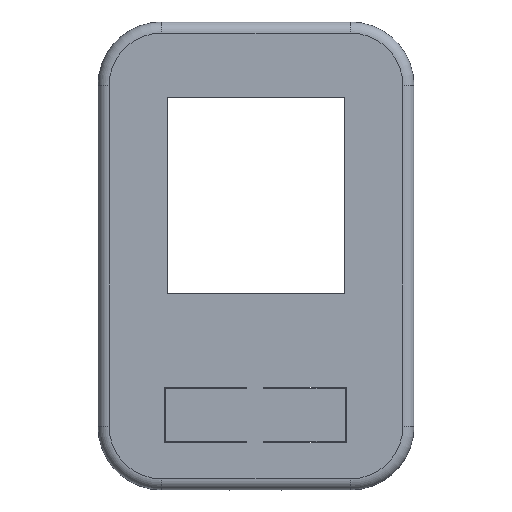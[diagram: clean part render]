
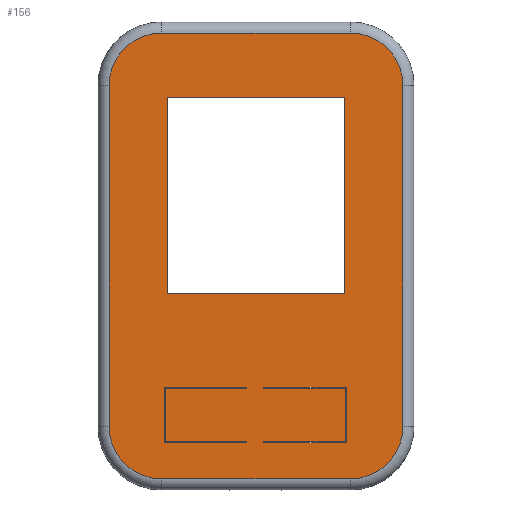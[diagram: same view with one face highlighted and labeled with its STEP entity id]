
A CAD part, top view. The second image highlights one B-rep face of the part: STEP entity #156.
In plain terms, the highlighted planar face has unit normal (0, 0, 1).
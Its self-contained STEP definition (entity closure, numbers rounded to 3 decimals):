
#24 = VERTEX_POINT('',#25);
#25 = CARTESIAN_POINT('',(-26.6,30.85,9.1));
#32 = EDGE_CURVE('',#24,#33,#35,.T.);
#33 = VERTEX_POINT('',#34);
#34 = CARTESIAN_POINT('',(-26.6,-30.85,9.1));
#35 = LINE('',#36,#37);
#36 = CARTESIAN_POINT('',(-26.6,30.85,9.1));
#37 = VECTOR('',#38,1.);
#38 = DIRECTION('',(0.,-1.,0.));
#66 = VERTEX_POINT('',#67);
#67 = CARTESIAN_POINT('',(-17.1,40.35,9.1));
#82 = EDGE_CURVE('',#66,#24,#83,.T.);
#83 = CIRCLE('',#84,9.5);
#84 = AXIS2_PLACEMENT_3D('',#85,#86,#87);
#85 = CARTESIAN_POINT('',(-17.1,30.85,9.1));
#86 = DIRECTION('',(0.,-0.,1.));
#87 = DIRECTION('',(0.,1.,0.));
#156 = ADVANCED_FACE('',(#157,#210,#276,#342),#376,.T.);
#157 = FACE_BOUND('',#158,.T.);
#158 = EDGE_LOOP('',(#159,#160,#169,#177,#186,#194,#203,#209));
#159 = ORIENTED_EDGE('',*,*,#32,.T.);
#160 = ORIENTED_EDGE('',*,*,#161,.T.);
#161 = EDGE_CURVE('',#33,#162,#164,.T.);
#162 = VERTEX_POINT('',#163);
#163 = CARTESIAN_POINT('',(-17.1,-40.35,9.1));
#164 = CIRCLE('',#165,9.5);
#165 = AXIS2_PLACEMENT_3D('',#166,#167,#168);
#166 = CARTESIAN_POINT('',(-17.1,-30.85,9.1));
#167 = DIRECTION('',(0.,0.,1.));
#168 = DIRECTION('',(-1.,0.,0.));
#169 = ORIENTED_EDGE('',*,*,#170,.T.);
#170 = EDGE_CURVE('',#162,#171,#173,.T.);
#171 = VERTEX_POINT('',#172);
#172 = CARTESIAN_POINT('',(17.1,-40.35,9.1));
#173 = LINE('',#174,#175);
#174 = CARTESIAN_POINT('',(-17.1,-40.35,9.1));
#175 = VECTOR('',#176,1.);
#176 = DIRECTION('',(1.,0.,0.));
#177 = ORIENTED_EDGE('',*,*,#178,.T.);
#178 = EDGE_CURVE('',#171,#179,#181,.T.);
#179 = VERTEX_POINT('',#180);
#180 = CARTESIAN_POINT('',(26.6,-30.85,9.1));
#181 = CIRCLE('',#182,9.5);
#182 = AXIS2_PLACEMENT_3D('',#183,#184,#185);
#183 = CARTESIAN_POINT('',(17.1,-30.85,9.1));
#184 = DIRECTION('',(0.,0.,1.));
#185 = DIRECTION('',(0.,-1.,0.));
#186 = ORIENTED_EDGE('',*,*,#187,.T.);
#187 = EDGE_CURVE('',#179,#188,#190,.T.);
#188 = VERTEX_POINT('',#189);
#189 = CARTESIAN_POINT('',(26.6,30.85,9.1));
#190 = LINE('',#191,#192);
#191 = CARTESIAN_POINT('',(26.6,-30.85,9.1));
#192 = VECTOR('',#193,1.);
#193 = DIRECTION('',(0.,1.,0.));
#194 = ORIENTED_EDGE('',*,*,#195,.T.);
#195 = EDGE_CURVE('',#188,#196,#198,.T.);
#196 = VERTEX_POINT('',#197);
#197 = CARTESIAN_POINT('',(17.1,40.35,9.1));
#198 = CIRCLE('',#199,9.5);
#199 = AXIS2_PLACEMENT_3D('',#200,#201,#202);
#200 = CARTESIAN_POINT('',(17.1,30.85,9.1));
#201 = DIRECTION('',(0.,0.,1.));
#202 = DIRECTION('',(1.,0.,0.));
#203 = ORIENTED_EDGE('',*,*,#204,.T.);
#204 = EDGE_CURVE('',#196,#66,#205,.T.);
#205 = LINE('',#206,#207);
#206 = CARTESIAN_POINT('',(17.1,40.35,9.1));
#207 = VECTOR('',#208,1.);
#208 = DIRECTION('',(-1.,0.,0.));
#209 = ORIENTED_EDGE('',*,*,#82,.T.);
#210 = FACE_BOUND('',#211,.T.);
#211 = EDGE_LOOP('',(#212,#222,#230,#238,#246,#254,#262,#270));
#212 = ORIENTED_EDGE('',*,*,#213,.T.);
#213 = EDGE_CURVE('',#214,#216,#218,.T.);
#214 = VERTEX_POINT('',#215);
#215 = CARTESIAN_POINT('',(-16.64,-33.79,9.1));
#216 = VERTEX_POINT('',#217);
#217 = CARTESIAN_POINT('',(-16.64,-23.79,9.1));
#218 = LINE('',#219,#220);
#219 = CARTESIAN_POINT('',(-16.64,-11.895,9.1));
#220 = VECTOR('',#221,1.);
#221 = DIRECTION('',(0.,1.,0.));
#222 = ORIENTED_EDGE('',*,*,#223,.T.);
#223 = EDGE_CURVE('',#216,#224,#226,.T.);
#224 = VERTEX_POINT('',#225);
#225 = CARTESIAN_POINT('',(-1.64,-23.79,9.1));
#226 = LINE('',#227,#228);
#227 = CARTESIAN_POINT('',(-0.82,-23.79,9.1));
#228 = VECTOR('',#229,1.);
#229 = DIRECTION('',(1.,0.,0.));
#230 = ORIENTED_EDGE('',*,*,#231,.F.);
#231 = EDGE_CURVE('',#232,#224,#234,.T.);
#232 = VERTEX_POINT('',#233);
#233 = CARTESIAN_POINT('',(-1.64,-23.99,9.1));
#234 = LINE('',#235,#236);
#235 = CARTESIAN_POINT('',(-1.64,-11.895,9.1));
#236 = VECTOR('',#237,1.);
#237 = DIRECTION('',(0.,1.,0.));
#238 = ORIENTED_EDGE('',*,*,#239,.F.);
#239 = EDGE_CURVE('',#240,#232,#242,.T.);
#240 = VERTEX_POINT('',#241);
#241 = CARTESIAN_POINT('',(-16.44,-23.99,9.1));
#242 = LINE('',#243,#244);
#243 = CARTESIAN_POINT('',(-0.82,-23.99,9.1));
#244 = VECTOR('',#245,1.);
#245 = DIRECTION('',(1.,0.,0.));
#246 = ORIENTED_EDGE('',*,*,#247,.F.);
#247 = EDGE_CURVE('',#248,#240,#250,.T.);
#248 = VERTEX_POINT('',#249);
#249 = CARTESIAN_POINT('',(-16.44,-33.59,9.1));
#250 = LINE('',#251,#252);
#251 = CARTESIAN_POINT('',(-16.44,-11.995,9.1));
#252 = VECTOR('',#253,1.);
#253 = DIRECTION('',(0.,1.,0.));
#254 = ORIENTED_EDGE('',*,*,#255,.F.);
#255 = EDGE_CURVE('',#256,#248,#258,.T.);
#256 = VERTEX_POINT('',#257);
#257 = CARTESIAN_POINT('',(-1.64,-33.59,9.1));
#258 = LINE('',#259,#260);
#259 = CARTESIAN_POINT('',(-8.22,-33.59,9.1));
#260 = VECTOR('',#261,1.);
#261 = DIRECTION('',(-1.,0.,0.));
#262 = ORIENTED_EDGE('',*,*,#263,.F.);
#263 = EDGE_CURVE('',#264,#256,#266,.T.);
#264 = VERTEX_POINT('',#265);
#265 = CARTESIAN_POINT('',(-1.64,-33.79,9.1));
#266 = LINE('',#267,#268);
#267 = CARTESIAN_POINT('',(-1.64,-16.795,9.1));
#268 = VECTOR('',#269,1.);
#269 = DIRECTION('',(0.,1.,0.));
#270 = ORIENTED_EDGE('',*,*,#271,.T.);
#271 = EDGE_CURVE('',#264,#214,#272,.T.);
#272 = LINE('',#273,#274);
#273 = CARTESIAN_POINT('',(-8.32,-33.79,9.1));
#274 = VECTOR('',#275,1.);
#275 = DIRECTION('',(-1.,0.,0.));
#276 = FACE_BOUND('',#277,.T.);
#277 = EDGE_LOOP('',(#278,#288,#296,#304,#312,#320,#328,#336));
#278 = ORIENTED_EDGE('',*,*,#279,.T.);
#279 = EDGE_CURVE('',#280,#282,#284,.T.);
#280 = VERTEX_POINT('',#281);
#281 = CARTESIAN_POINT('',(16.36,-23.79,9.1));
#282 = VERTEX_POINT('',#283);
#283 = CARTESIAN_POINT('',(16.36,-33.79,9.1));
#284 = LINE('',#285,#286);
#285 = CARTESIAN_POINT('',(16.36,-16.895,9.1));
#286 = VECTOR('',#287,1.);
#287 = DIRECTION('',(0.,-1.,0.));
#288 = ORIENTED_EDGE('',*,*,#289,.T.);
#289 = EDGE_CURVE('',#282,#290,#292,.T.);
#290 = VERTEX_POINT('',#291);
#291 = CARTESIAN_POINT('',(1.36,-33.79,9.1));
#292 = LINE('',#293,#294);
#293 = CARTESIAN_POINT('',(0.68,-33.79,9.1));
#294 = VECTOR('',#295,1.);
#295 = DIRECTION('',(-1.,0.,0.));
#296 = ORIENTED_EDGE('',*,*,#297,.F.);
#297 = EDGE_CURVE('',#298,#290,#300,.T.);
#298 = VERTEX_POINT('',#299);
#299 = CARTESIAN_POINT('',(1.36,-33.59,9.1));
#300 = LINE('',#301,#302);
#301 = CARTESIAN_POINT('',(1.36,-16.895,9.1));
#302 = VECTOR('',#303,1.);
#303 = DIRECTION('',(0.,-1.,0.));
#304 = ORIENTED_EDGE('',*,*,#305,.F.);
#305 = EDGE_CURVE('',#306,#298,#308,.T.);
#306 = VERTEX_POINT('',#307);
#307 = CARTESIAN_POINT('',(16.16,-33.59,9.1));
#308 = LINE('',#309,#310);
#309 = CARTESIAN_POINT('',(0.68,-33.59,9.1));
#310 = VECTOR('',#311,1.);
#311 = DIRECTION('',(-1.,0.,0.));
#312 = ORIENTED_EDGE('',*,*,#313,.F.);
#313 = EDGE_CURVE('',#314,#306,#316,.T.);
#314 = VERTEX_POINT('',#315);
#315 = CARTESIAN_POINT('',(16.16,-23.99,9.1));
#316 = LINE('',#317,#318);
#317 = CARTESIAN_POINT('',(16.16,-16.795,9.1));
#318 = VECTOR('',#319,1.);
#319 = DIRECTION('',(0.,-1.,0.));
#320 = ORIENTED_EDGE('',*,*,#321,.F.);
#321 = EDGE_CURVE('',#322,#314,#324,.T.);
#322 = VERTEX_POINT('',#323);
#323 = CARTESIAN_POINT('',(1.36,-23.99,9.1));
#324 = LINE('',#325,#326);
#325 = CARTESIAN_POINT('',(8.08,-23.99,9.1));
#326 = VECTOR('',#327,1.);
#327 = DIRECTION('',(1.,0.,0.));
#328 = ORIENTED_EDGE('',*,*,#329,.F.);
#329 = EDGE_CURVE('',#330,#322,#332,.T.);
#330 = VERTEX_POINT('',#331);
#331 = CARTESIAN_POINT('',(1.36,-23.79,9.1));
#332 = LINE('',#333,#334);
#333 = CARTESIAN_POINT('',(1.36,-11.995,9.1));
#334 = VECTOR('',#335,1.);
#335 = DIRECTION('',(0.,-1.,0.));
#336 = ORIENTED_EDGE('',*,*,#337,.T.);
#337 = EDGE_CURVE('',#330,#280,#338,.T.);
#338 = LINE('',#339,#340);
#339 = CARTESIAN_POINT('',(8.18,-23.79,9.1));
#340 = VECTOR('',#341,1.);
#341 = DIRECTION('',(1.,0.,0.));
#342 = FACE_BOUND('',#343,.T.);
#343 = EDGE_LOOP('',(#344,#354,#362,#370));
#344 = ORIENTED_EDGE('',*,*,#345,.F.);
#345 = EDGE_CURVE('',#346,#348,#350,.T.);
#346 = VERTEX_POINT('',#347);
#347 = CARTESIAN_POINT('',(-16.1,28.6,9.1));
#348 = VERTEX_POINT('',#349);
#349 = CARTESIAN_POINT('',(-16.1,-6.8,9.1));
#350 = LINE('',#351,#352);
#351 = CARTESIAN_POINT('',(-16.1,28.6,9.1));
#352 = VECTOR('',#353,1.);
#353 = DIRECTION('',(0.,-1.,0.));
#354 = ORIENTED_EDGE('',*,*,#355,.F.);
#355 = EDGE_CURVE('',#356,#346,#358,.T.);
#356 = VERTEX_POINT('',#357);
#357 = CARTESIAN_POINT('',(16.1,28.6,9.1));
#358 = LINE('',#359,#360);
#359 = CARTESIAN_POINT('',(16.1,28.6,9.1));
#360 = VECTOR('',#361,1.);
#361 = DIRECTION('',(-1.,0.,0.));
#362 = ORIENTED_EDGE('',*,*,#363,.F.);
#363 = EDGE_CURVE('',#364,#356,#366,.T.);
#364 = VERTEX_POINT('',#365);
#365 = CARTESIAN_POINT('',(16.1,-6.8,9.1));
#366 = LINE('',#367,#368);
#367 = CARTESIAN_POINT('',(16.1,-6.8,9.1));
#368 = VECTOR('',#369,1.);
#369 = DIRECTION('',(0.,1.,0.));
#370 = ORIENTED_EDGE('',*,*,#371,.F.);
#371 = EDGE_CURVE('',#348,#364,#372,.T.);
#372 = LINE('',#373,#374);
#373 = CARTESIAN_POINT('',(-16.1,-6.8,9.1));
#374 = VECTOR('',#375,1.);
#375 = DIRECTION('',(1.,0.,0.));
#376 = PLANE('',#377);
#377 = AXIS2_PLACEMENT_3D('',#378,#379,#380);
#378 = CARTESIAN_POINT('',(0.,0.,9.1));
#379 = DIRECTION('',(0.,0.,1.));
#380 = DIRECTION('',(1.,0.,0.));
